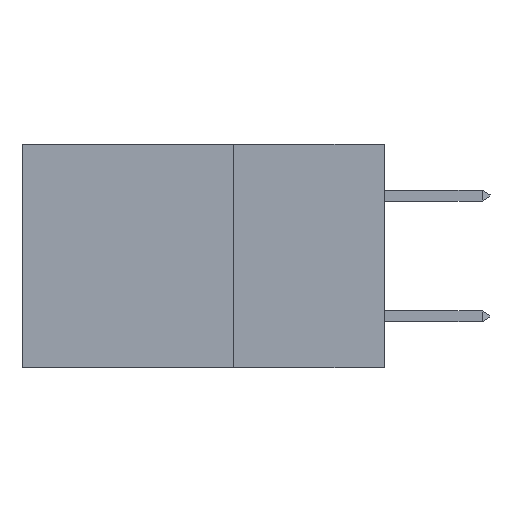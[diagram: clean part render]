
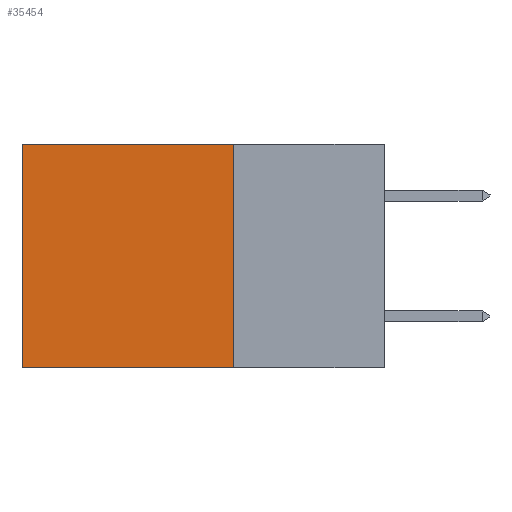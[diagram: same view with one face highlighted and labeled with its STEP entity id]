
A CAD part, left-side view. The second image highlights one B-rep face of the part: STEP entity #35454.
In plain terms, the highlighted planar face has unit normal (-1, 0, 0).
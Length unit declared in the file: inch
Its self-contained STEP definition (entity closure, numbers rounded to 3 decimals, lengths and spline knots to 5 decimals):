
#116 = VECTOR ( 'NONE', #24208, 39.37008 ) ;
#1528 = CARTESIAN_POINT ( 'NONE',  ( 0.2875, 0.25, 0. ) ) ;
#2447 = CARTESIAN_POINT ( 'NONE',  ( 0.2875, 0.6, 0. ) ) ;
#2882 = EDGE_LOOP ( 'NONE', ( #24218, #25240, #34346, #24374 ) ) ;
#4100 = DIRECTION ( 'NONE',  ( 0., 1., 0. ) ) ;
#4262 = DIRECTION ( 'NONE',  ( 0., 0., -1. ) ) ;
#6767 = CARTESIAN_POINT ( 'NONE',  ( 0.2875, 0.6, 0. ) ) ;
#7525 = DIRECTION ( 'NONE',  ( 1., 0., 0. ) ) ;
#7808 = EDGE_CURVE ( 'NONE', #15549, #22256, #19847, .T. ) ;
#9285 = FACE_OUTER_BOUND ( 'NONE', #2882, .T. ) ;
#10512 = DIRECTION ( 'NONE',  ( 0., 0., -1. ) ) ;
#10549 = EDGE_CURVE ( 'NONE', #13341, #18697, #19334, .T. ) ;
#11524 = VECTOR ( 'NONE', #36835, 39.37008 ) ;
#12539 = CARTESIAN_POINT ( 'NONE',  ( 0.2875, 0.25, -0.37 ) ) ;
#13318 = PLANE ( 'NONE',  #35206 ) ;
#13341 = VERTEX_POINT ( 'NONE', #36263 ) ;
#13850 = CARTESIAN_POINT ( 'NONE',  ( 0.2875, 0.25, -0.37 ) ) ;
#14801 = VECTOR ( 'NONE', #10512, 39.37008 ) ;
#15549 = VERTEX_POINT ( 'NONE', #2447 ) ;
#15607 = CARTESIAN_POINT ( 'NONE',  ( 0.2875, 0.6, -0.37 ) ) ;
#15823 = EDGE_CURVE ( 'NONE', #18697, #22256, #31581, .T. ) ;
#16013 = EDGE_CURVE ( 'NONE', #13341, #15549, #25947, .T. ) ;
#18697 = VERTEX_POINT ( 'NONE', #13850 ) ;
#19334 = LINE ( 'NONE', #33599, #11524 ) ;
#19847 = LINE ( 'NONE', #6767, #14801 ) ;
#21566 = CARTESIAN_POINT ( 'NONE',  ( 0.2875, 0.25, 0. ) ) ;
#22256 = VERTEX_POINT ( 'NONE', #15607 ) ;
#24208 = DIRECTION ( 'NONE',  ( 0., 1., 0. ) ) ;
#24218 = ORIENTED_EDGE ( 'NONE', *, *, #7808, .T. ) ;
#24374 = ORIENTED_EDGE ( 'NONE', *, *, #16013, .T. ) ;
#25240 = ORIENTED_EDGE ( 'NONE', *, *, #15823, .F. ) ;
#25947 = LINE ( 'NONE', #21566, #30070 ) ;
#30070 = VECTOR ( 'NONE', #4100, 39.37008 ) ;
#31581 = LINE ( 'NONE', #12539, #116 ) ;
#33599 = CARTESIAN_POINT ( 'NONE',  ( 0.2875, 0.25, 0. ) ) ;
#34346 = ORIENTED_EDGE ( 'NONE', *, *, #10549, .F. ) ;
#35206 = AXIS2_PLACEMENT_3D ( 'NONE', #1528, #7525, #4262 ) ;
#35454 = ADVANCED_FACE ( 'NONE', ( #9285 ), #13318, .F. ) ;
#36263 = CARTESIAN_POINT ( 'NONE',  ( 0.2875, 0.25, 0. ) ) ;
#36835 = DIRECTION ( 'NONE',  ( 0., 0., -1. ) ) ;
